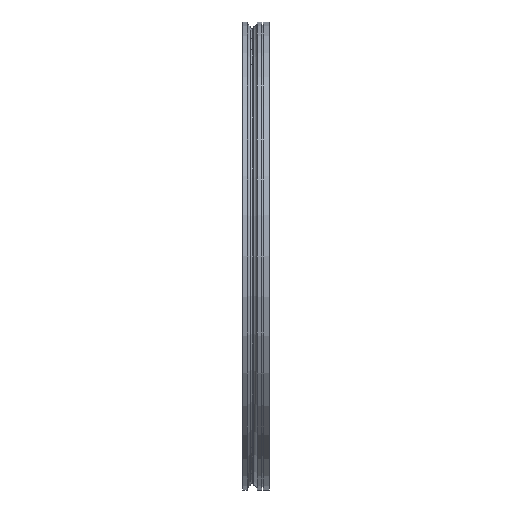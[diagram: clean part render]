
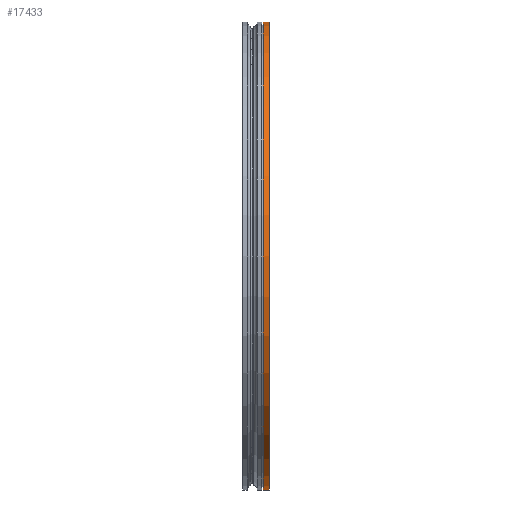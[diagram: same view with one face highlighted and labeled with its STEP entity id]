
A CAD part, left-side view. The second image highlights one B-rep face of the part: STEP entity #17433.
In plain terms, the highlighted cylindrical face has radius 699 mm (diameter 1398 mm), a partial arc.
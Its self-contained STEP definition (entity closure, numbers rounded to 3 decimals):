
#800 = DIRECTION ( 'NONE',  ( 0., 0., -1. ) ) ;
#2520 = VECTOR ( 'NONE', #30893, 1000. ) ;
#2581 = DIRECTION ( 'NONE',  ( 0., -1., 0. ) ) ;
#2778 = VERTEX_POINT ( 'NONE', #22005 ) ;
#5495 = CARTESIAN_POINT ( 'NONE',  ( 0., 18., 0. ) ) ;
#6699 = CARTESIAN_POINT ( 'NONE',  ( 0., 0., -699. ) ) ;
#7778 = DIRECTION ( 'NONE',  ( 0., 0., -1. ) ) ;
#8140 = LINE ( 'NONE', #18061, #2520 ) ;
#8918 = CIRCLE ( 'NONE', #22911, 699. ) ;
#9617 = FACE_OUTER_BOUND ( 'NONE', #15907, .T. ) ;
#10395 = VERTEX_POINT ( 'NONE', #14310 ) ;
#10416 = CARTESIAN_POINT ( 'NONE',  ( 0., 0., 0. ) ) ;
#10735 = DIRECTION ( 'NONE',  ( 0., -1., 0. ) ) ;
#13899 = EDGE_CURVE ( 'NONE', #2778, #10395, #8140, .T. ) ;
#14310 = CARTESIAN_POINT ( 'NONE',  ( 0., 0., 699. ) ) ;
#15331 = AXIS2_PLACEMENT_3D ( 'NONE', #10416, #10735, #800 ) ;
#15484 = DIRECTION ( 'NONE',  ( 0., 0., -1. ) ) ;
#15672 = EDGE_CURVE ( 'NONE', #29161, #30514, #31605, .T. ) ;
#15907 = EDGE_LOOP ( 'NONE', ( #27537, #24307, #20181, #23096 ) ) ;
#16004 = DIRECTION ( 'NONE',  ( 0., -1., 0. ) ) ;
#17352 = VECTOR ( 'NONE', #16004, 1000. ) ;
#17433 = ADVANCED_FACE ( 'NONE', ( #9617 ), #27014, .T. ) ;
#18061 = CARTESIAN_POINT ( 'NONE',  ( 0., 0., 699. ) ) ;
#18436 = CARTESIAN_POINT ( 'NONE',  ( 0., 0., -699. ) ) ;
#20181 = ORIENTED_EDGE ( 'NONE', *, *, #15672, .T. ) ;
#21680 = CIRCLE ( 'NONE', #25272, 699. ) ;
#22005 = CARTESIAN_POINT ( 'NONE',  ( 0., 18., 699. ) ) ;
#22911 = AXIS2_PLACEMENT_3D ( 'NONE', #5495, #2581, #7778 ) ;
#23096 = ORIENTED_EDGE ( 'NONE', *, *, #31556, .F. ) ;
#24307 = ORIENTED_EDGE ( 'NONE', *, *, #29245, .T. ) ;
#25011 = CARTESIAN_POINT ( 'NONE',  ( 0., 18., -699. ) ) ;
#25272 = AXIS2_PLACEMENT_3D ( 'NONE', #30258, #27832, #15484 ) ;
#27014 = CYLINDRICAL_SURFACE ( 'NONE', #15331, 699. ) ;
#27537 = ORIENTED_EDGE ( 'NONE', *, *, #13899, .F. ) ;
#27832 = DIRECTION ( 'NONE',  ( 0., -1., 0. ) ) ;
#29161 = VERTEX_POINT ( 'NONE', #25011 ) ;
#29245 = EDGE_CURVE ( 'NONE', #2778, #29161, #8918, .T. ) ;
#30258 = CARTESIAN_POINT ( 'NONE',  ( 0., 0., 0. ) ) ;
#30514 = VERTEX_POINT ( 'NONE', #6699 ) ;
#30893 = DIRECTION ( 'NONE',  ( 0., -1., 0. ) ) ;
#31556 = EDGE_CURVE ( 'NONE', #10395, #30514, #21680, .T. ) ;
#31605 = LINE ( 'NONE', #18436, #17352 ) ;
